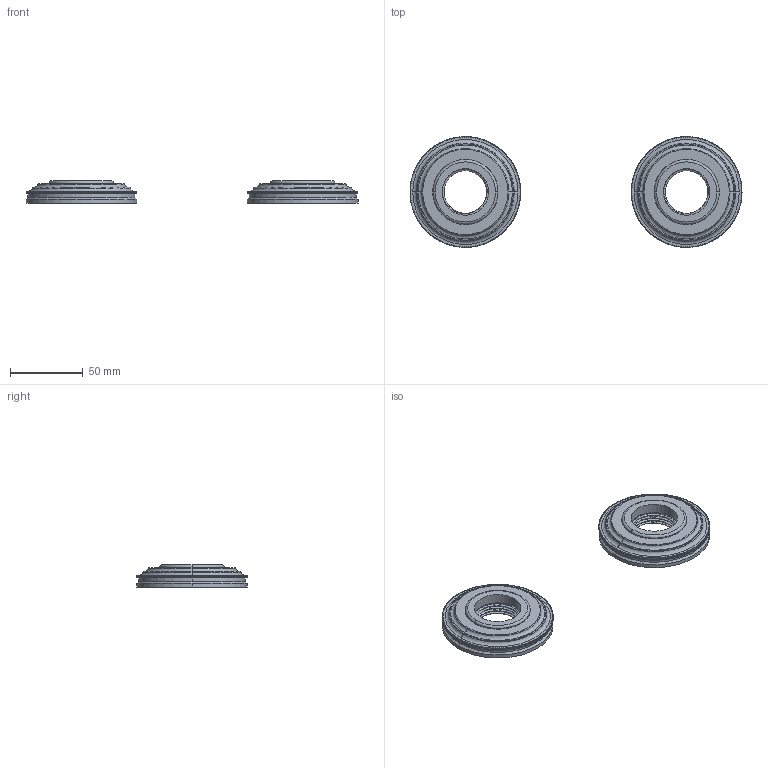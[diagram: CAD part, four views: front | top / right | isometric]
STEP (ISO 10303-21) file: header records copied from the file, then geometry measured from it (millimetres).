
FILE_DESCRIPTION((''),'2;1');
FILE_NAME('1600-2400_ASM','2022-11-04T09:24:35',('rsmith'),(''),'CREO PARAMETRIC BY PTC INC, 2019352','CREO PARAMETRIC BY PTC INC, 2019352','');
FILE_SCHEMA(('CONFIG_CONTROL_DESIGN'));
Length unit declared in the file: inch
Products named in the file (3): 1995; 40676; 1600-2400_ASM
Assembly tree (4 placements, depth 2):
  1600-2400_ASM
    1995  x2
    40676  x2
Bounding box: 228.6 x 76.2 x 15.24 mm (x, y, z)
Volume: 69752.6 mm3; surface area: 56295 mm2
Topology: 4 solids, 14 shells, 1792 faces, 6330 edges, 4558 vertices
Faces by surface type: cylinder 852, plane 758, bspline 90, torus 60, cone 32
Entity records: 40307 total; most frequent: CARTESIAN_POINT 13214, DIRECTION 5551, ORIENTED_EDGE 5400, EDGE_CURVE 3165, VERTEX_POINT 2279, VECTOR 2057, LINE 2057, AXIS2_PLACEMENT_3D 1747
